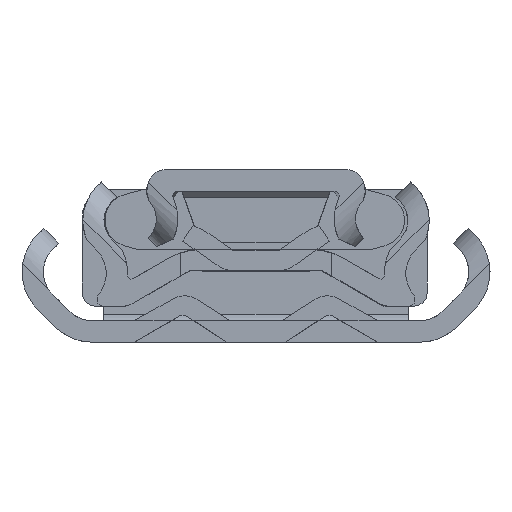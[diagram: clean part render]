
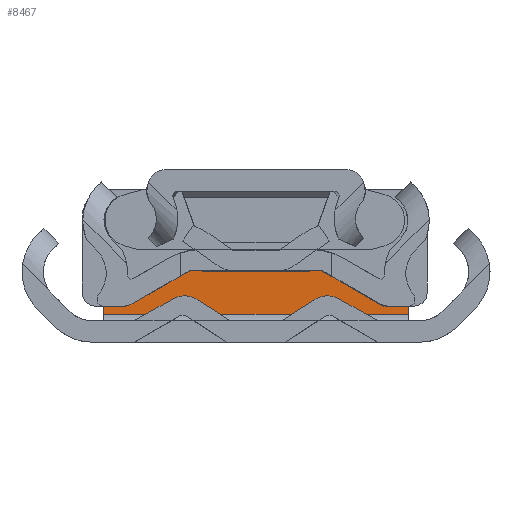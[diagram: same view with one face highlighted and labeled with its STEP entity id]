
A CAD part, left-side view. The second image highlights one B-rep face of the part: STEP entity #8467.
In plain terms, the highlighted planar face has unit normal (-1, 0, 0).
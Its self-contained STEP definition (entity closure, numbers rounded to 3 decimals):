
#583 = CIRCLE ( 'NONE', #7978, 2. ) ;
#659 = EDGE_CURVE ( 'NONE', #9414, #7510, #10803, .T. ) ;
#1013 = DIRECTION ( 'NONE',  ( 1., 0., 0. ) ) ;
#2036 = CARTESIAN_POINT ( 'NONE',  ( 608., 11.5, 6.4 ) ) ;
#2511 = DIRECTION ( 'NONE',  ( 0., 0., -1. ) ) ;
#2625 = CARTESIAN_POINT ( 'NONE',  ( 608., -11.5, 2.1 ) ) ;
#2650 = ORIENTED_EDGE ( 'NONE', *, *, #4254, .F. ) ;
#2729 = CIRCLE ( 'NONE', #9376, 2. ) ;
#2768 = DIRECTION ( 'NONE',  ( 0., 0., -1. ) ) ;
#2808 = VECTOR ( 'NONE', #8195, 1000. ) ;
#3517 = CARTESIAN_POINT ( 'NONE',  ( 608., 9.5, 6.4 ) ) ;
#3522 = CARTESIAN_POINT ( 'NONE',  ( 608., -11.5, 2.1 ) ) ;
#3811 = CARTESIAN_POINT ( 'NONE',  ( 608., 11.5, 6.4 ) ) ;
#4228 = CARTESIAN_POINT ( 'NONE',  ( 608., 11.5, 2.1 ) ) ;
#4254 = EDGE_CURVE ( 'NONE', #9387, #7691, #2729, .T. ) ;
#4450 = EDGE_CURVE ( 'NONE', #9414, #9387, #4679, .T. ) ;
#4679 = LINE ( 'NONE', #3811, #9942 ) ;
#5162 = ORIENTED_EDGE ( 'NONE', *, *, #10462, .F. ) ;
#5348 = LINE ( 'NONE', #5534, #2808 ) ;
#5351 = VERTEX_POINT ( 'NONE', #6879 ) ;
#5366 = FACE_OUTER_BOUND ( 'NONE', #7054, .T. ) ;
#5534 = CARTESIAN_POINT ( 'NONE',  ( 608., -11.5, 6.4 ) ) ;
#5777 = CARTESIAN_POINT ( 'NONE',  ( 608., -9.5, 8.4 ) ) ;
#6100 = ORIENTED_EDGE ( 'NONE', *, *, #10795, .F. ) ;
#6879 = CARTESIAN_POINT ( 'NONE',  ( 608., -11.5, 6.4 ) ) ;
#6962 = CARTESIAN_POINT ( 'NONE',  ( 608., -9.5, 6.4 ) ) ;
#7054 = EDGE_LOOP ( 'NONE', ( #10538, #9017, #7745, #5162, #6100, #2650 ) ) ;
#7393 = DIRECTION ( 'NONE',  ( 1., 0., 0. ) ) ;
#7399 = VERTEX_POINT ( 'NONE', #5777 ) ;
#7443 = DIRECTION ( 'NONE',  ( 0., 0., 1. ) ) ;
#7510 = VERTEX_POINT ( 'NONE', #2625 ) ;
#7608 = VECTOR ( 'NONE', #7966, 1000. ) ;
#7691 = VERTEX_POINT ( 'NONE', #8229 ) ;
#7745 = ORIENTED_EDGE ( 'NONE', *, *, #10106, .F. ) ;
#7966 = DIRECTION ( 'NONE',  ( 0., -1., 0. ) ) ;
#7978 = AXIS2_PLACEMENT_3D ( 'NONE', #6962, #10490, #2511 ) ;
#8195 = DIRECTION ( 'NONE',  ( 0., 0., -1. ) ) ;
#8229 = CARTESIAN_POINT ( 'NONE',  ( 608., 9.5, 8.4 ) ) ;
#8467 = ADVANCED_FACE ( 'NONE', ( #5366 ), #9885, .F. ) ;
#9017 = ORIENTED_EDGE ( 'NONE', *, *, #659, .T. ) ;
#9073 = CARTESIAN_POINT ( 'NONE',  ( 608., -9.5, 6.4 ) ) ;
#9239 = AXIS2_PLACEMENT_3D ( 'NONE', #9073, #7393, #10693 ) ;
#9322 = LINE ( 'NONE', #10954, #10025 ) ;
#9376 = AXIS2_PLACEMENT_3D ( 'NONE', #3517, #1013, #2768 ) ;
#9379 = DIRECTION ( 'NONE',  ( 0., -1., 0. ) ) ;
#9387 = VERTEX_POINT ( 'NONE', #2036 ) ;
#9414 = VERTEX_POINT ( 'NONE', #4228 ) ;
#9885 = PLANE ( 'NONE',  #9239 ) ;
#9942 = VECTOR ( 'NONE', #7443, 1000. ) ;
#10025 = VECTOR ( 'NONE', #9379, 1000. ) ;
#10106 = EDGE_CURVE ( 'NONE', #5351, #7510, #5348, .T. ) ;
#10462 = EDGE_CURVE ( 'NONE', #7399, #5351, #583, .T. ) ;
#10490 = DIRECTION ( 'NONE',  ( 1., 0., 0. ) ) ;
#10538 = ORIENTED_EDGE ( 'NONE', *, *, #4450, .F. ) ;
#10693 = DIRECTION ( 'NONE',  ( 0., 0., -1. ) ) ;
#10795 = EDGE_CURVE ( 'NONE', #7691, #7399, #9322, .T. ) ;
#10803 = LINE ( 'NONE', #3522, #7608 ) ;
#10954 = CARTESIAN_POINT ( 'NONE',  ( 608., 9.5, 8.4 ) ) ;
